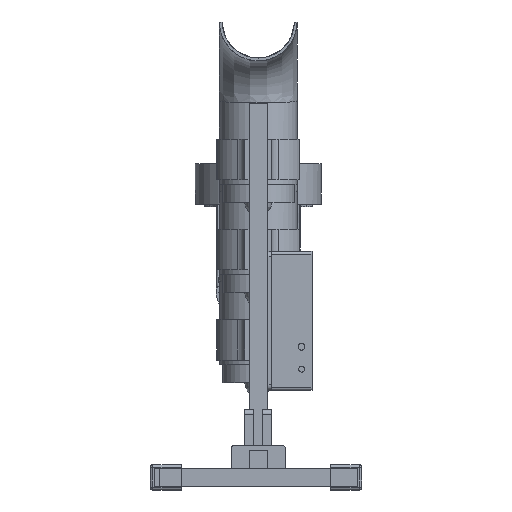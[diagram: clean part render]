
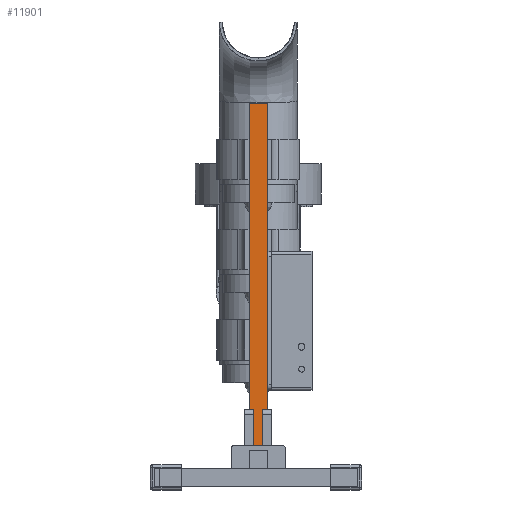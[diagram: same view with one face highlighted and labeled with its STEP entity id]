
A CAD part, left-side view. The second image highlights one B-rep face of the part: STEP entity #11901.
In plain terms, the highlighted planar face has unit normal (-1, 0, 0).
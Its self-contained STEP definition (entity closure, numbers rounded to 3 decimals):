
#450=PLANE('',#12775);
#943=FACE_OUTER_BOUND('',#1689,.T.);
#1689=EDGE_LOOP('',(#9006,#9007,#9008,#9009));
#2689=LINE('',#25028,#3756);
#2692=LINE('',#25034,#3759);
#2695=LINE('',#25040,#3762);
#2698=LINE('',#25044,#3765);
#3756=VECTOR('',#14512,10.);
#3759=VECTOR('',#14517,10.);
#3762=VECTOR('',#14522,10.);
#3765=VECTOR('',#14527,10.);
#5460=VERTEX_POINT('',#25025);
#5461=VERTEX_POINT('',#25027);
#5463=VERTEX_POINT('',#25033);
#5465=VERTEX_POINT('',#25039);
#6761=EDGE_CURVE('',#5461,#5460,#2689,.T.);
#6764=EDGE_CURVE('',#5463,#5461,#2692,.F.);
#6767=EDGE_CURVE('',#5465,#5463,#2695,.T.);
#6770=EDGE_CURVE('',#5460,#5465,#2698,.F.);
#9006=ORIENTED_EDGE('',*,*,#6770,.T.);
#9007=ORIENTED_EDGE('',*,*,#6767,.T.);
#9008=ORIENTED_EDGE('',*,*,#6764,.T.);
#9009=ORIENTED_EDGE('',*,*,#6761,.T.);
#11901=ADVANCED_FACE('',(#943),#450,.T.);
#12775=AXIS2_PLACEMENT_3D('',#25045,#14528,#14529);
#14512=DIRECTION('',(0.,0.,1.));
#14517=DIRECTION('',(0.,1.,0.));
#14522=DIRECTION('',(0.,0.,-1.));
#14527=DIRECTION('',(0.,-1.,0.));
#14528=DIRECTION('center_axis',(-1.,0.,0.));
#14529=DIRECTION('ref_axis',(0.,0.,1.));
#25025=CARTESIAN_POINT('',(-415.,-10.,250.));
#25027=CARTESIAN_POINT('',(-415.,-10.,-135.));
#25028=CARTESIAN_POINT('',(-415.,-10.,225.));
#25033=CARTESIAN_POINT('',(-415.,10.,-135.));
#25034=CARTESIAN_POINT('',(-415.,5.,-135.));
#25039=CARTESIAN_POINT('',(-415.,10.,250.));
#25040=CARTESIAN_POINT('',(-415.,10.,155.));
#25044=CARTESIAN_POINT('',(-415.,-5.,250.));
#25045=CARTESIAN_POINT('Origin',(-415.,0.,190.));
